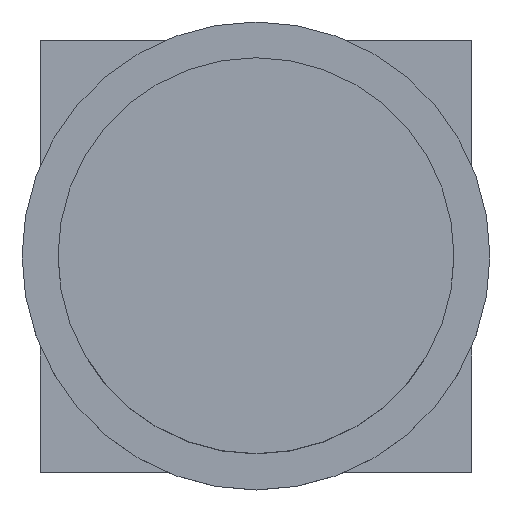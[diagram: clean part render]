
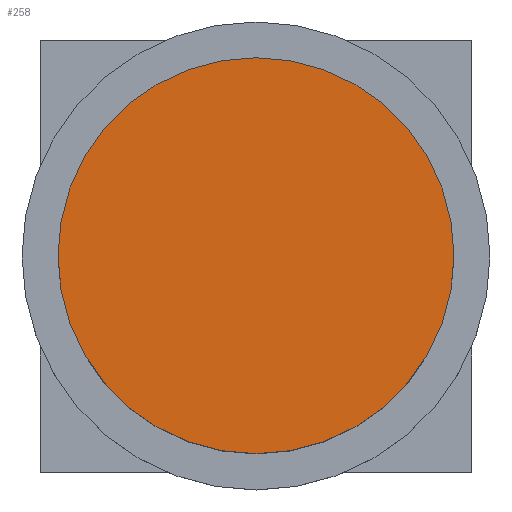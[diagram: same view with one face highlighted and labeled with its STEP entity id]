
A CAD part, top view. The second image highlights one B-rep face of the part: STEP entity #258.
In plain terms, the highlighted planar face has unit normal (0, 0, 1).
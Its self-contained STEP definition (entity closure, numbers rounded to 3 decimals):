
#17=PLANE('',#291);
#31=FACE_OUTER_BOUND('',#46,.T.);
#46=EDGE_LOOP('',(#187,#188));
#115=CIRCLE('',#287,5.5);
#116=CIRCLE('',#288,5.5);
#123=VERTEX_POINT('',#385);
#124=VERTEX_POINT('',#386);
#147=EDGE_CURVE('',#123,#124,#115,.T.);
#148=EDGE_CURVE('',#124,#123,#116,.T.);
#187=ORIENTED_EDGE('',*,*,#147,.T.);
#188=ORIENTED_EDGE('',*,*,#148,.T.);
#258=ADVANCED_FACE('',(#31),#17,.T.);
#287=AXIS2_PLACEMENT_3D('',#387,#313,#314);
#288=AXIS2_PLACEMENT_3D('',#388,#315,#316);
#291=AXIS2_PLACEMENT_3D('',#394,#322,#323);
#313=DIRECTION('center_axis',(0.,0.,1.));
#314=DIRECTION('ref_axis',(1.,0.,0.));
#315=DIRECTION('center_axis',(0.,0.,1.));
#316=DIRECTION('ref_axis',(1.,0.,0.));
#322=DIRECTION('center_axis',(0.,0.,1.));
#323=DIRECTION('ref_axis',(1.,0.,0.));
#385=CARTESIAN_POINT('',(5.5,0.,12.));
#386=CARTESIAN_POINT('',(-5.5,0.,12.));
#387=CARTESIAN_POINT('Origin',(0.,0.,12.));
#388=CARTESIAN_POINT('Origin',(0.,0.,12.));
#394=CARTESIAN_POINT('Origin',(0.,0.,12.));
